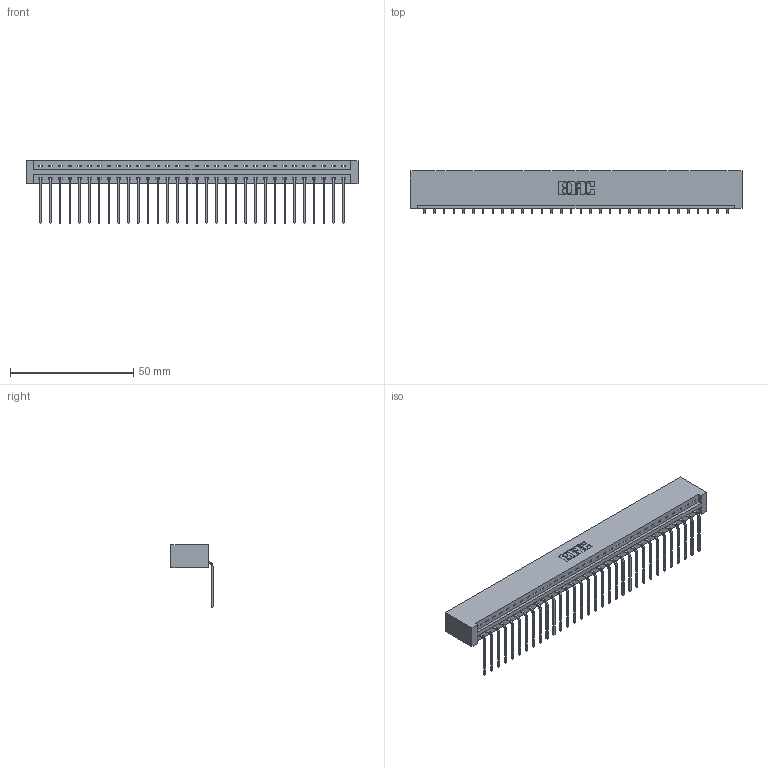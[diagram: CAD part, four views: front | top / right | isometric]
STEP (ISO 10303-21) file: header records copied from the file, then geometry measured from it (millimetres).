
FILE_DESCRIPTION (( 'STEP AP203' ), '1' );
FILE_NAME ('387-032-559-101.STEP', '2019-10-03T21:13:01', ( '' ), ( '' ), 'SwSTEP 2.0', 'SolidWorks 2016', '' );
FILE_SCHEMA (( 'CONFIG_CONTROL_DESIGN' ));
Length unit declared in the file: inch
Products named in the file (3): 387-032-559-101; 345-292-001_558 559 Tail - 1; 337 Part_No Mounting Lugs
Assembly tree (33 placements, depth 2):
  387-032-559-101
    337 Part_No Mounting Lugs
    345-292-001_558 559 Tail - 1  x32
Bounding box: 134.67 x 17.09 x 25.53 mm (x, y, z)
Volume: 14717 mm3; surface area: 15788.7 mm2
Topology: 33 solids, 33 shells, 2154 faces, 6495 edges, 4286 vertices
Faces by surface type: plane 1602, cylinder 552
Entity records: 24887 total; most frequent: CARTESIAN_POINT 4342, ORIENTED_EDGE 4310, DIRECTION 3667, EDGE_CURVE 2155, LINE 2035, VECTOR 2035, VERTEX_POINT 1434, AXIS2_PLACEMENT_3D 816
